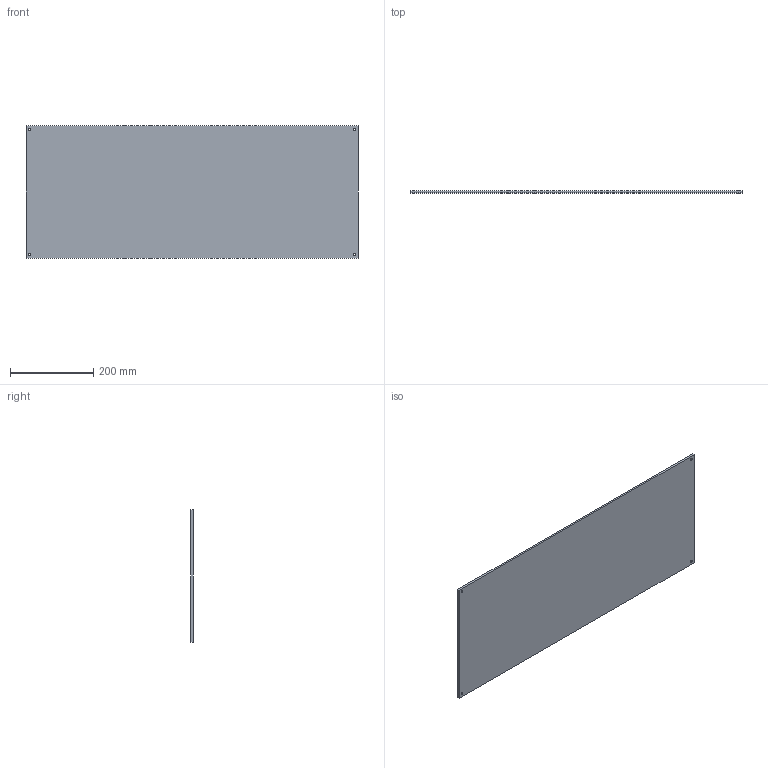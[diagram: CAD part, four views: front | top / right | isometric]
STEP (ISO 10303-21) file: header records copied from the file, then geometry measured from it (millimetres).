
FILE_DESCRIPTION(('STEP AP242 Edition 2','STEP AP242 Edition 2''CAx-IF Rec.Pracs.---Representation and Presentation of Product Manufacturing Information (PMI)---4.0---2014-10-13','STEP AP242 Edition 2''CAx-IF Rec.Pracs.---Representation and Presentation of Product Manufacturing Information (PMI)---4.0---2014-10-13''CAx-IF Rec.Pracs.---3D Tessellated Geometry---0.4---2014-09-14','STEP AP242 Edition 2''CAx-IF Rec.Pracs.---Representation and Presentation of Product Manufacturing Information (PMI)---4.0---2014-10-13''CAx-IF Rec.Pracs.---3D Tessellated Geometry---0.4---2014-09-14''2;1','STEP AP242 Edition 2''CAx-IF Rec.Pracs.---Representation and Presentation of Product Manufacturing Information (PMI)---4.0---2014-10-13''CAx-IF Rec.Pracs.---3D Tessellated Geometry---0.4---2014-09-14''2;1''CAx-IF Rec.Pracs.---User Defined Attributes---1.5---2016-08-15'),'2;1');
FILE_NAME('Part Studio 1 - Back_Cover.step','2026-02-23T02:19:57',(''),(''),'ST-DEVELOPER v20','ONSHAPE BY PTC INC, 1.211',' ');
FILE_SCHEMA(('AP242_MANAGED_MODEL_BASED_3D_ENGINEERING_MIM_LF { 1 0 10303 442 3 1 4 }'));
Length unit declared in the file: metre
Products named in the file (1): Back_Cover
Bounding box: 798 x 5 x 318 mm (x, y, z)
Volume: 1268427.3 mm3; surface area: 518845.1 mm2
Topology: 1 solids, 1 shells, 14 faces, 36 edges, 24 vertices
Faces by surface type: bspline 14
Entity records: 482 total; most frequent: CARTESIAN_POINT 157, ORIENTED_EDGE 72, DIRECTION 46, EDGE_CURVE 36, VERTEX_POINT 24, EDGE_LOOP 22, FACE_BOUND 22, AXIS2_PLACEMENT_3D 17
